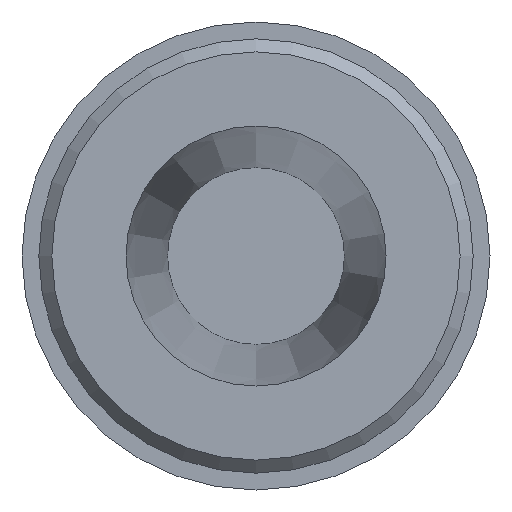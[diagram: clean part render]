
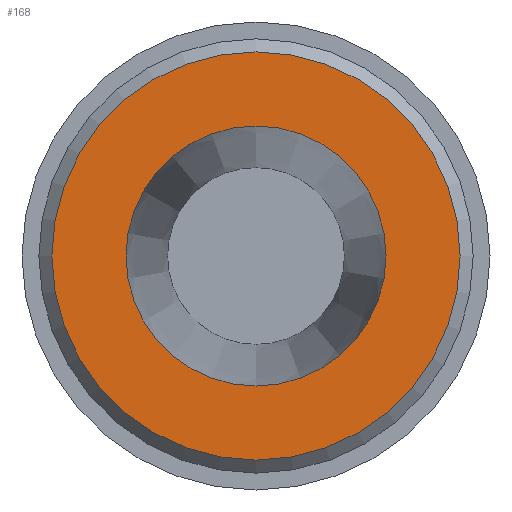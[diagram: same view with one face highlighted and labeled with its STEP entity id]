
A CAD part, front view. The second image highlights one B-rep face of the part: STEP entity #168.
In plain terms, the highlighted planar face has unit normal (0, -1, 0).
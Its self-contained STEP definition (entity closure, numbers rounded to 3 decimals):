
#33=PLANE('',#185);
#42=FACE_BOUND('',#64,.T.);
#49=FACE_OUTER_BOUND('',#63,.T.);
#63=EDGE_LOOP('',(#128));
#64=EDGE_LOOP('',(#129));
#81=CIRCLE('',#183,7.85);
#83=CIRCLE('',#186,5.);
#92=VERTEX_POINT('',#266);
#94=VERTEX_POINT('',#271);
#107=EDGE_CURVE('',#92,#92,#81,.T.);
#109=EDGE_CURVE('',#94,#94,#83,.T.);
#128=ORIENTED_EDGE('',*,*,#107,.F.);
#129=ORIENTED_EDGE('',*,*,#109,.T.);
#168=ADVANCED_FACE('',(#49,#42),#33,.T.);
#183=AXIS2_PLACEMENT_3D('',#267,#210,#211);
#185=AXIS2_PLACEMENT_3D('',#270,#214,#215);
#186=AXIS2_PLACEMENT_3D('',#272,#216,#217);
#210=DIRECTION('center_axis',(0.,1.,0.));
#211=DIRECTION('ref_axis',(0.,0.,-1.));
#214=DIRECTION('center_axis',(0.,-1.,0.));
#215=DIRECTION('ref_axis',(0.,0.,-1.));
#216=DIRECTION('center_axis',(0.,1.,0.));
#217=DIRECTION('ref_axis',(1.,0.,0.));
#266=CARTESIAN_POINT('',(0.,0.,7.85));
#267=CARTESIAN_POINT('Origin',(0.,0.,0.));
#270=CARTESIAN_POINT('Origin',(0.,0.,8.35));
#271=CARTESIAN_POINT('',(0.,0.,5.));
#272=CARTESIAN_POINT('Origin',(0.,0.,0.));
